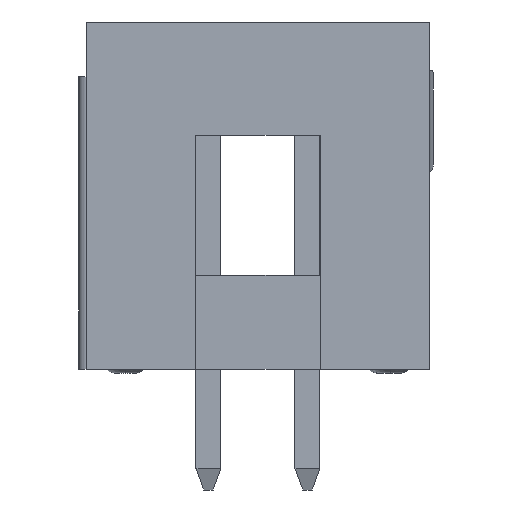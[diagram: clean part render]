
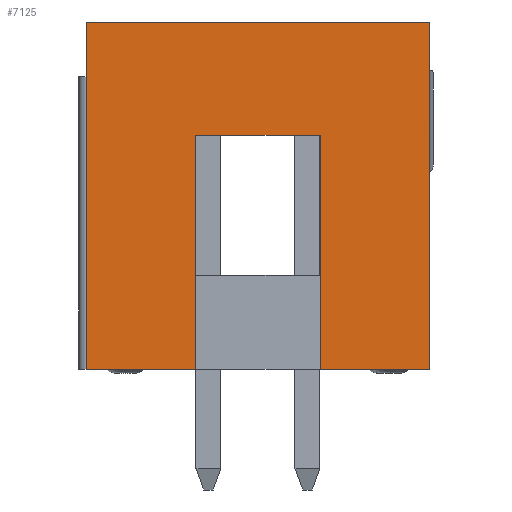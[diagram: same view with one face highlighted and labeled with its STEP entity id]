
A CAD part, left-side view. The second image highlights one B-rep face of the part: STEP entity #7125.
In plain terms, the highlighted planar face has unit normal (-1, 0, 0).
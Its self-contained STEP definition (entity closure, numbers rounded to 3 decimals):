
#84 = PLANE('',#85);
#85 = AXIS2_PLACEMENT_3D('',#86,#87,#88);
#86 = CARTESIAN_POINT('',(-12.7,-4.45,0.2));
#87 = DIRECTION('',(0.,0.,1.));
#88 = DIRECTION('',(1.,0.,-0.));
#1620 = PLANE('',#1621);
#1621 = AXIS2_PLACEMENT_3D('',#1622,#1623,#1624);
#1622 = CARTESIAN_POINT('',(-12.7,-4.45,2.6));
#1623 = DIRECTION('',(0.,1.,0.));
#1624 = DIRECTION('',(-1.,0.,0.));
#1673 = VERTEX_POINT('',#1674);
#1674 = CARTESIAN_POINT('',(-12.7,-4.45,9.1));
#1688 = PLANE('',#1689);
#1689 = AXIS2_PLACEMENT_3D('',#1690,#1691,#1692);
#1690 = CARTESIAN_POINT('',(-12.7,-4.45,9.1));
#1691 = DIRECTION('',(0.,0.,1.));
#1692 = DIRECTION('',(1.,0.,-0.));
#1700 = EDGE_CURVE('',#1673,#1701,#1703,.T.);
#1701 = VERTEX_POINT('',#1702);
#1702 = CARTESIAN_POINT('',(-12.7,-4.45,0.2));
#1703 = SURFACE_CURVE('',#1704,(#1708,#1715),.PCURVE_S1.);
#1704 = LINE('',#1705,#1706);
#1705 = CARTESIAN_POINT('',(-12.7,-4.45,2.6));
#1706 = VECTOR('',#1707,1.);
#1707 = DIRECTION('',(-0.,-0.,-1.));
#1708 = PCURVE('',#1620,#1709);
#1709 = DEFINITIONAL_REPRESENTATION('',(#1710),#1714);
#1710 = LINE('',#1711,#1712);
#1711 = CARTESIAN_POINT('',(0.,0.));
#1712 = VECTOR('',#1713,1.);
#1713 = DIRECTION('',(0.,-1.));
#1714 = ( GEOMETRIC_REPRESENTATION_CONTEXT(2) 
PARAMETRIC_REPRESENTATION_CONTEXT() REPRESENTATION_CONTEXT('2D SPACE',''
  ) );
#1715 = PCURVE('',#1716,#1721);
#1716 = PLANE('',#1717);
#1717 = AXIS2_PLACEMENT_3D('',#1718,#1719,#1720);
#1718 = CARTESIAN_POINT('',(-12.7,4.35,2.6));
#1719 = DIRECTION('',(1.,0.,0.));
#1720 = DIRECTION('',(0.,1.,0.));
#1721 = DEFINITIONAL_REPRESENTATION('',(#1722),#1726);
#1722 = LINE('',#1723,#1724);
#1723 = CARTESIAN_POINT('',(-8.8,0.));
#1724 = VECTOR('',#1725,1.);
#1725 = DIRECTION('',(0.,-1.));
#1726 = ( GEOMETRIC_REPRESENTATION_CONTEXT(2) 
PARAMETRIC_REPRESENTATION_CONTEXT() REPRESENTATION_CONTEXT('2D SPACE',''
  ) );
#1994 = PLANE('',#1995);
#1995 = AXIS2_PLACEMENT_3D('',#1996,#1997,#1998);
#1996 = CARTESIAN_POINT('',(-12.7,4.35,2.6));
#1997 = DIRECTION('',(0.,-1.,0.));
#1998 = DIRECTION('',(0.,0.,-1.));
#2333 = VERTEX_POINT('',#2334);
#2334 = CARTESIAN_POINT('',(-12.7,4.35,0.2));
#2355 = EDGE_CURVE('',#2356,#2333,#2358,.T.);
#2356 = VERTEX_POINT('',#2357);
#2357 = CARTESIAN_POINT('',(-12.7,4.35,9.1));
#2358 = SURFACE_CURVE('',#2359,(#2363,#2370),.PCURVE_S1.);
#2359 = LINE('',#2360,#2361);
#2360 = CARTESIAN_POINT('',(-12.7,4.35,2.6));
#2361 = VECTOR('',#2362,1.);
#2362 = DIRECTION('',(-0.,-0.,-1.));
#2363 = PCURVE('',#1994,#2364);
#2364 = DEFINITIONAL_REPRESENTATION('',(#2365),#2369);
#2365 = LINE('',#2366,#2367);
#2366 = CARTESIAN_POINT('',(0.,0.));
#2367 = VECTOR('',#2368,1.);
#2368 = DIRECTION('',(1.,0.));
#2369 = ( GEOMETRIC_REPRESENTATION_CONTEXT(2) 
PARAMETRIC_REPRESENTATION_CONTEXT() REPRESENTATION_CONTEXT('2D SPACE',''
  ) );
#2370 = PCURVE('',#1716,#2371);
#2371 = DEFINITIONAL_REPRESENTATION('',(#2372),#2376);
#2372 = LINE('',#2373,#2374);
#2373 = CARTESIAN_POINT('',(0.,0.));
#2374 = VECTOR('',#2375,1.);
#2375 = DIRECTION('',(0.,-1.));
#2376 = ( GEOMETRIC_REPRESENTATION_CONTEXT(2) 
PARAMETRIC_REPRESENTATION_CONTEXT() REPRESENTATION_CONTEXT('2D SPACE',''
  ) );
#5596 = EDGE_CURVE('',#5597,#1701,#5599,.T.);
#5597 = VERTEX_POINT('',#5598);
#5598 = CARTESIAN_POINT('',(-12.7,-1.65,0.2));
#5599 = SURFACE_CURVE('',#5600,(#5604,#5611),.PCURVE_S1.);
#5600 = LINE('',#5601,#5602);
#5601 = CARTESIAN_POINT('',(-12.7,4.35,0.2));
#5602 = VECTOR('',#5603,1.);
#5603 = DIRECTION('',(0.,-1.,0.));
#5604 = PCURVE('',#84,#5605);
#5605 = DEFINITIONAL_REPRESENTATION('',(#5606),#5610);
#5606 = LINE('',#5607,#5608);
#5607 = CARTESIAN_POINT('',(0.,8.8));
#5608 = VECTOR('',#5609,1.);
#5609 = DIRECTION('',(0.,-1.));
#5610 = ( GEOMETRIC_REPRESENTATION_CONTEXT(2) 
PARAMETRIC_REPRESENTATION_CONTEXT() REPRESENTATION_CONTEXT('2D SPACE',''
  ) );
#5611 = PCURVE('',#1716,#5612);
#5612 = DEFINITIONAL_REPRESENTATION('',(#5613),#5617);
#5613 = LINE('',#5614,#5615);
#5614 = CARTESIAN_POINT('',(0.,-2.4));
#5615 = VECTOR('',#5616,1.);
#5616 = DIRECTION('',(-1.,0.));
#5617 = ( GEOMETRIC_REPRESENTATION_CONTEXT(2) 
PARAMETRIC_REPRESENTATION_CONTEXT() REPRESENTATION_CONTEXT('2D SPACE',''
  ) );
#5635 = PLANE('',#5636);
#5636 = AXIS2_PLACEMENT_3D('',#5637,#5638,#5639);
#5637 = CARTESIAN_POINT('',(-4.75,-1.65,0.2));
#5638 = DIRECTION('',(0.,-1.,0.));
#5639 = DIRECTION('',(1.,0.,0.));
#5671 = VERTEX_POINT('',#5672);
#5672 = CARTESIAN_POINT('',(-12.7,1.55,0.2));
#5686 = PLANE('',#5687);
#5687 = AXIS2_PLACEMENT_3D('',#5688,#5689,#5690);
#5688 = CARTESIAN_POINT('',(-4.75,1.55,0.2));
#5689 = DIRECTION('',(0.,1.,0.));
#5690 = DIRECTION('',(-1.,0.,0.));
#5698 = EDGE_CURVE('',#2333,#5671,#5699,.T.);
#5699 = SURFACE_CURVE('',#5700,(#5704,#5711),.PCURVE_S1.);
#5700 = LINE('',#5701,#5702);
#5701 = CARTESIAN_POINT('',(-12.7,4.35,0.2));
#5702 = VECTOR('',#5703,1.);
#5703 = DIRECTION('',(0.,-1.,0.));
#5704 = PCURVE('',#84,#5705);
#5705 = DEFINITIONAL_REPRESENTATION('',(#5706),#5710);
#5706 = LINE('',#5707,#5708);
#5707 = CARTESIAN_POINT('',(0.,8.8));
#5708 = VECTOR('',#5709,1.);
#5709 = DIRECTION('',(0.,-1.));
#5710 = ( GEOMETRIC_REPRESENTATION_CONTEXT(2) 
PARAMETRIC_REPRESENTATION_CONTEXT() REPRESENTATION_CONTEXT('2D SPACE',''
  ) );
#5711 = PCURVE('',#1716,#5712);
#5712 = DEFINITIONAL_REPRESENTATION('',(#5713),#5717);
#5713 = LINE('',#5714,#5715);
#5714 = CARTESIAN_POINT('',(0.,-2.4));
#5715 = VECTOR('',#5716,1.);
#5716 = DIRECTION('',(-1.,0.));
#5717 = ( GEOMETRIC_REPRESENTATION_CONTEXT(2) 
PARAMETRIC_REPRESENTATION_CONTEXT() REPRESENTATION_CONTEXT('2D SPACE',''
  ) );
#7125 = ADVANCED_FACE('',(#7126),#1716,.F.);
#7126 = FACE_BOUND('',#7127,.T.);
#7127 = EDGE_LOOP('',(#7128,#7129,#7152,#7180,#7201,#7202,#7203,#7224));
#7128 = ORIENTED_EDGE('',*,*,#5698,.T.);
#7129 = ORIENTED_EDGE('',*,*,#7130,.F.);
#7130 = EDGE_CURVE('',#7131,#5671,#7133,.T.);
#7131 = VERTEX_POINT('',#7132);
#7132 = CARTESIAN_POINT('',(-12.7,1.55,6.2));
#7133 = SURFACE_CURVE('',#7134,(#7138,#7145),.PCURVE_S1.);
#7134 = LINE('',#7135,#7136);
#7135 = CARTESIAN_POINT('',(-12.7,1.55,0.2));
#7136 = VECTOR('',#7137,1.);
#7137 = DIRECTION('',(-0.,-0.,-1.));
#7138 = PCURVE('',#1716,#7139);
#7139 = DEFINITIONAL_REPRESENTATION('',(#7140),#7144);
#7140 = LINE('',#7141,#7142);
#7141 = CARTESIAN_POINT('',(-2.8,-2.4));
#7142 = VECTOR('',#7143,1.);
#7143 = DIRECTION('',(0.,-1.));
#7144 = ( GEOMETRIC_REPRESENTATION_CONTEXT(2) 
PARAMETRIC_REPRESENTATION_CONTEXT() REPRESENTATION_CONTEXT('2D SPACE',''
  ) );
#7145 = PCURVE('',#5686,#7146);
#7146 = DEFINITIONAL_REPRESENTATION('',(#7147),#7151);
#7147 = LINE('',#7148,#7149);
#7148 = CARTESIAN_POINT('',(7.95,0.));
#7149 = VECTOR('',#7150,1.);
#7150 = DIRECTION('',(0.,-1.));
#7151 = ( GEOMETRIC_REPRESENTATION_CONTEXT(2) 
PARAMETRIC_REPRESENTATION_CONTEXT() REPRESENTATION_CONTEXT('2D SPACE',''
  ) );
#7152 = ORIENTED_EDGE('',*,*,#7153,.F.);
#7153 = EDGE_CURVE('',#7154,#7131,#7156,.T.);
#7154 = VERTEX_POINT('',#7155);
#7155 = CARTESIAN_POINT('',(-12.7,-1.65,6.2));
#7156 = SURFACE_CURVE('',#7157,(#7161,#7168),.PCURVE_S1.);
#7157 = LINE('',#7158,#7159);
#7158 = CARTESIAN_POINT('',(-12.7,1.55,6.2));
#7159 = VECTOR('',#7160,1.);
#7160 = DIRECTION('',(0.,1.,0.));
#7161 = PCURVE('',#1716,#7162);
#7162 = DEFINITIONAL_REPRESENTATION('',(#7163),#7167);
#7163 = LINE('',#7164,#7165);
#7164 = CARTESIAN_POINT('',(-2.8,3.6));
#7165 = VECTOR('',#7166,1.);
#7166 = DIRECTION('',(1.,0.));
#7167 = ( GEOMETRIC_REPRESENTATION_CONTEXT(2) 
PARAMETRIC_REPRESENTATION_CONTEXT() REPRESENTATION_CONTEXT('2D SPACE',''
  ) );
#7168 = PCURVE('',#7169,#7174);
#7169 = PLANE('',#7170);
#7170 = AXIS2_PLACEMENT_3D('',#7171,#7172,#7173);
#7171 = CARTESIAN_POINT('',(-4.75,1.55,6.2));
#7172 = DIRECTION('',(0.,0.,1.));
#7173 = DIRECTION('',(1.,0.,-0.));
#7174 = DEFINITIONAL_REPRESENTATION('',(#7175),#7179);
#7175 = LINE('',#7176,#7177);
#7176 = CARTESIAN_POINT('',(-7.95,0.));
#7177 = VECTOR('',#7178,1.);
#7178 = DIRECTION('',(0.,1.));
#7179 = ( GEOMETRIC_REPRESENTATION_CONTEXT(2) 
PARAMETRIC_REPRESENTATION_CONTEXT() REPRESENTATION_CONTEXT('2D SPACE',''
  ) );
#7180 = ORIENTED_EDGE('',*,*,#7181,.F.);
#7181 = EDGE_CURVE('',#5597,#7154,#7182,.T.);
#7182 = SURFACE_CURVE('',#7183,(#7187,#7194),.PCURVE_S1.);
#7183 = LINE('',#7184,#7185);
#7184 = CARTESIAN_POINT('',(-12.7,-1.65,0.2));
#7185 = VECTOR('',#7186,1.);
#7186 = DIRECTION('',(0.,0.,1.));
#7187 = PCURVE('',#1716,#7188);
#7188 = DEFINITIONAL_REPRESENTATION('',(#7189),#7193);
#7189 = LINE('',#7190,#7191);
#7190 = CARTESIAN_POINT('',(-6.,-2.4));
#7191 = VECTOR('',#7192,1.);
#7192 = DIRECTION('',(0.,1.));
#7193 = ( GEOMETRIC_REPRESENTATION_CONTEXT(2) 
PARAMETRIC_REPRESENTATION_CONTEXT() REPRESENTATION_CONTEXT('2D SPACE',''
  ) );
#7194 = PCURVE('',#5635,#7195);
#7195 = DEFINITIONAL_REPRESENTATION('',(#7196),#7200);
#7196 = LINE('',#7197,#7198);
#7197 = CARTESIAN_POINT('',(-7.95,0.));
#7198 = VECTOR('',#7199,1.);
#7199 = DIRECTION('',(0.,1.));
#7200 = ( GEOMETRIC_REPRESENTATION_CONTEXT(2) 
PARAMETRIC_REPRESENTATION_CONTEXT() REPRESENTATION_CONTEXT('2D SPACE',''
  ) );
#7201 = ORIENTED_EDGE('',*,*,#5596,.T.);
#7202 = ORIENTED_EDGE('',*,*,#1700,.F.);
#7203 = ORIENTED_EDGE('',*,*,#7204,.F.);
#7204 = EDGE_CURVE('',#2356,#1673,#7205,.T.);
#7205 = SURFACE_CURVE('',#7206,(#7210,#7217),.PCURVE_S1.);
#7206 = LINE('',#7207,#7208);
#7207 = CARTESIAN_POINT('',(-12.7,4.35,9.1));
#7208 = VECTOR('',#7209,1.);
#7209 = DIRECTION('',(0.,-1.,0.));
#7210 = PCURVE('',#1716,#7211);
#7211 = DEFINITIONAL_REPRESENTATION('',(#7212),#7216);
#7212 = LINE('',#7213,#7214);
#7213 = CARTESIAN_POINT('',(0.,6.5));
#7214 = VECTOR('',#7215,1.);
#7215 = DIRECTION('',(-1.,0.));
#7216 = ( GEOMETRIC_REPRESENTATION_CONTEXT(2) 
PARAMETRIC_REPRESENTATION_CONTEXT() REPRESENTATION_CONTEXT('2D SPACE',''
  ) );
#7217 = PCURVE('',#1688,#7218);
#7218 = DEFINITIONAL_REPRESENTATION('',(#7219),#7223);
#7219 = LINE('',#7220,#7221);
#7220 = CARTESIAN_POINT('',(0.,8.8));
#7221 = VECTOR('',#7222,1.);
#7222 = DIRECTION('',(0.,-1.));
#7223 = ( GEOMETRIC_REPRESENTATION_CONTEXT(2) 
PARAMETRIC_REPRESENTATION_CONTEXT() REPRESENTATION_CONTEXT('2D SPACE',''
  ) );
#7224 = ORIENTED_EDGE('',*,*,#2355,.T.);
